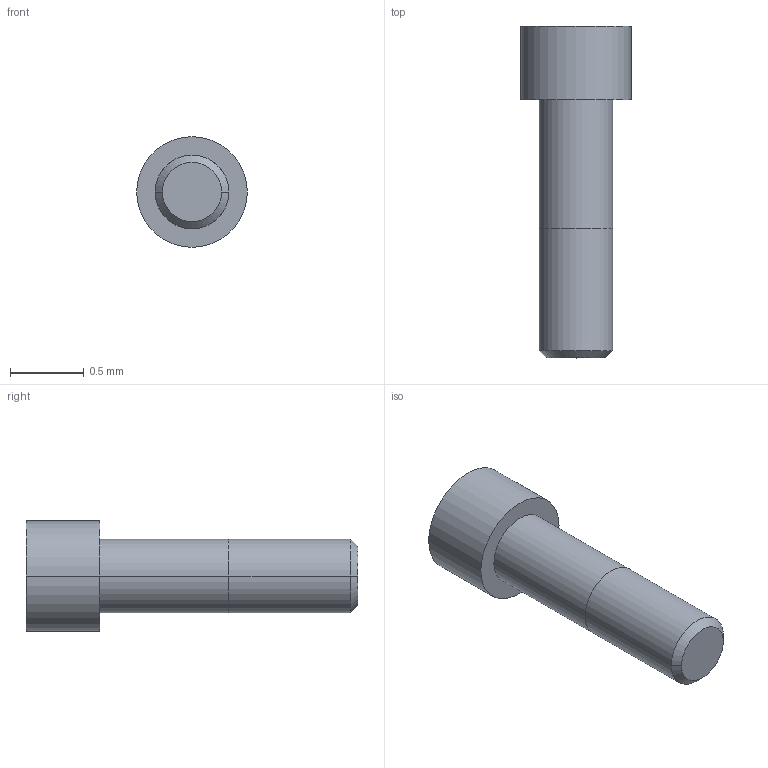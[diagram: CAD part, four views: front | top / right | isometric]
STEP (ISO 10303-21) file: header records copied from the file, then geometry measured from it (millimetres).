
FILE_DESCRIPTION(('produced by SPATIAL CORP'),'2;1');
FILE_NAME( 'LocatingBolt1.hh.sat.stp','2002-04-19T11:16:13+00:00',('SPATIAL CORP'),('SPATIAL CORP'),'ACIS STEP Husk','http://www.spatial.com','SPATIAL CORP' );
FILE_SCHEMA(('CONFIG_CONTROL_DESIGN'));
Length unit declared in the file: millimetre
Products named in the file (1): PRODUCT_ID_1
Bounding box: 0.75 x 2.25 x 0.75 mm (x, y, z)
Volume: 0.5 mm3; surface area: 5 mm2
Topology: 1 solids, 1 shells, 19 faces, 40 edges, 26 vertices
Faces by surface type: plane 11, cylinder 6, cone 2
Entity records: 542 total; most frequent: ORIENTED_EDGE 80, CARTESIAN_POINT 74, DIRECTION 70, EDGE_CURVE 40, VERTEX_POINT 26, VECTOR 26, LINE 26, EDGE_LOOP 22
